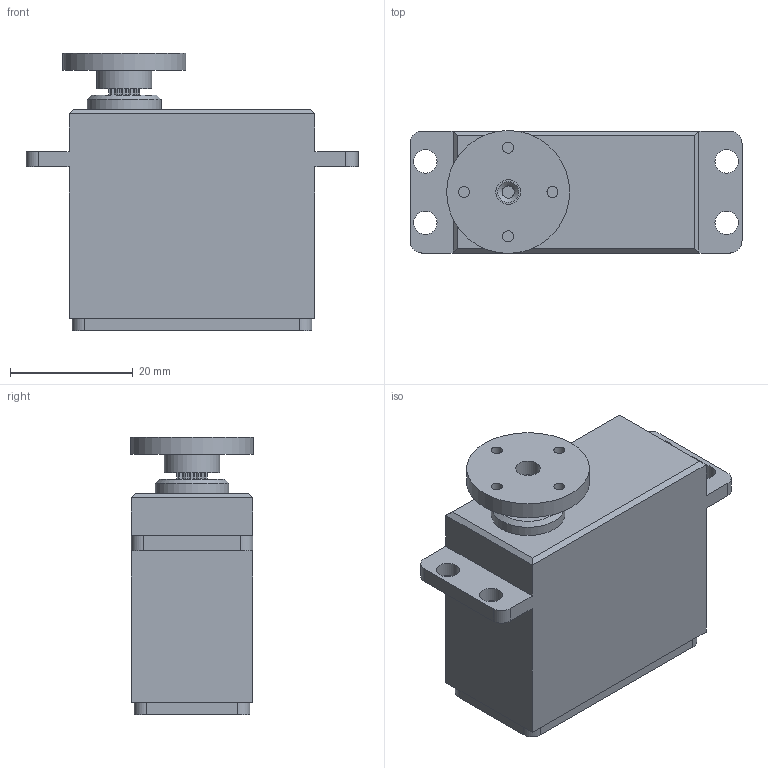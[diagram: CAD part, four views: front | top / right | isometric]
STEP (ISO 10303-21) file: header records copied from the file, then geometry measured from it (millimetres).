
FILE_DESCRIPTION(/* description */ (''),/* implementation_level */ '2;1');
FILE_NAME(/* name */ 'Assembly.stp',/* time_stamp */ '2020-05-28T10:37:59-07:00',/* author */ ('izuwa'),/* organization */ (''),/* preprocessor_version */ 'ST-DEVELOPER v18.1',/* originating_system */ 'Autodesk Inventor 2021',/* authorisation */ '');
FILE_SCHEMA (('AUTOMOTIVE_DESIGN { 1 0 10303 214 3 1 1 }'));
Length unit declared in the file: millimetre
Products named in the file (3): Assembly; BIGSERVO; SERVOHORN
Assembly tree (2 placements, depth 2):
  Assembly
    BIGSERVO
    SERVOHORN
Bounding box: 54 x 20 x 45.17 mm (x, y, z)
Volume: 30218.6 mm3; surface area: 7638.4 mm2
Topology: 2 solids, 2 shells, 102 faces, 270 edges, 178 vertices
Faces by surface type: plane 54, cylinder 46, cone 2
Full cylindrical faces by diameter (mm): 1.8 x4, 2 x1, 3.8 x4, 4 x1, 5 x1, 9 x1, 12 x1, 20 x1
Entity records: 3397 total; most frequent: DIRECTION 578, CARTESIAN_POINT 555, ORIENTED_EDGE 540, EDGE_CURVE 270, AXIS2_PLACEMENT_3D 201, VERTEX_POINT 178, LINE 176, VECTOR 176
